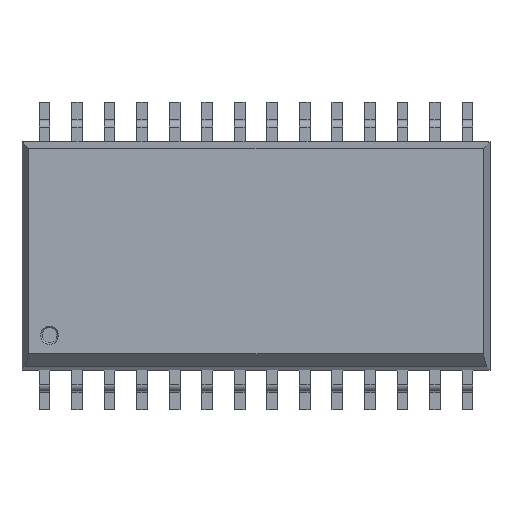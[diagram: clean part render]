
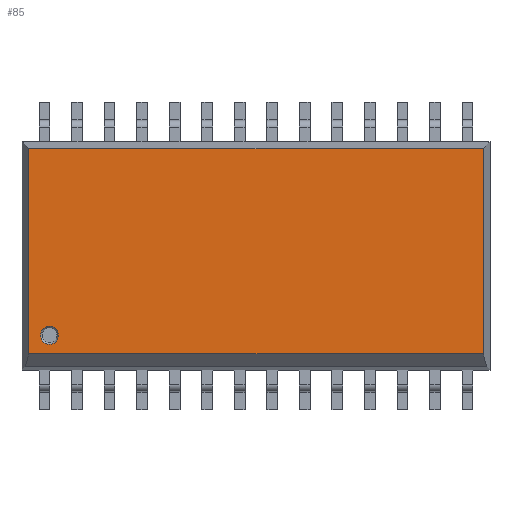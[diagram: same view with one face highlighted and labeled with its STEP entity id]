
A CAD part, top view. The second image highlights one B-rep face of the part: STEP entity #85.
In plain terms, the highlighted planar face has unit normal (0, 0, 1).
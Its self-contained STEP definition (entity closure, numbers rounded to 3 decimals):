
#85=ADVANCED_FACE('',(#3508,#3510),#3512,.T.);
#3508=FACE_BOUND('',#3509,.T.);
#3509=EDGE_LOOP('',(#6228,#6229,#6230,#6231));
#3510=FACE_BOUND('',#3511,.T.);
#3511=EDGE_LOOP('',(#6232));
#3512=PLANE('',#3513);
#3513=AXIS2_PLACEMENT_3D('',#3514,#3515,#3516);
#3514=CARTESIAN_POINT('',(0.635,-4.45,2.5));
#3515=DIRECTION('',(0.,-0.,1.));
#3516=DIRECTION('',(0.,1.,0.));
#6228=ORIENTED_EDGE('',*,*,#8308,.T.);
#6229=ORIENTED_EDGE('',*,*,#8305,.T.);
#6230=ORIENTED_EDGE('',*,*,#8309,.T.);
#6231=ORIENTED_EDGE('',*,*,#8297,.F.);
#6232=ORIENTED_EDGE('',*,*,#8310,.T.);
#8297=EDGE_CURVE('',#9338,#9340,#9341,.T.);
#8305=EDGE_CURVE('',#9347,#9354,#9356,.T.);
#8308=EDGE_CURVE('',#9338,#9347,#9359,.F.);
#8309=EDGE_CURVE('',#9354,#9340,#9360,.T.);
#8310=EDGE_CURVE('',#9361,#9361,#9362,.F.);
#9338=VERTEX_POINT('',#11071);
#9340=VERTEX_POINT('',#11075);
#9341=LINE('',#11076,#11077);
#9347=VERTEX_POINT('',#11090);
#9354=VERTEX_POINT('',#11103);
#9356=LINE('',#11107,#11108);
#9359=LINE('',#11116,#11117);
#9360=LINE('',#11119,#11120);
#9361=VERTEX_POINT('',#11122);
#9362=CIRCLE('',#11123,0.35);
#11071=CARTESIAN_POINT('',(-0.613,-3.825,2.5));
#11075=CARTESIAN_POINT('',(-0.612,4.188,2.5));
#11076=CARTESIAN_POINT('',(-0.613,-3.825,2.5));
#11077=VECTOR('',#11078,1.);
#11078=DIRECTION('',(0.,1.,0.));
#11090=CARTESIAN_POINT('',(17.123,-3.825,2.5));
#11103=CARTESIAN_POINT('',(17.123,4.188,2.5));
#11107=CARTESIAN_POINT('',(17.123,-3.825,2.5));
#11108=VECTOR('',#11109,1.);
#11109=DIRECTION('',(0.,1.,0.));
#11116=CARTESIAN_POINT('',(17.123,-3.825,2.5));
#11117=VECTOR('',#11118,1.);
#11118=DIRECTION('',(-1.,0.,0.));
#11119=CARTESIAN_POINT('',(17.123,4.188,2.5));
#11120=VECTOR('',#11121,1.);
#11121=DIRECTION('',(-1.,0.,0.));
#11122=CARTESIAN_POINT('',(0.55,-3.1,2.5));
#11123=AXIS2_PLACEMENT_3D('',#11124,#11125,#11126);
#11124=CARTESIAN_POINT('',(0.2,-3.1,2.5));
#11125=DIRECTION('',(0.,-0.,1.));
#11126=DIRECTION('',(1.,0.,0.));
